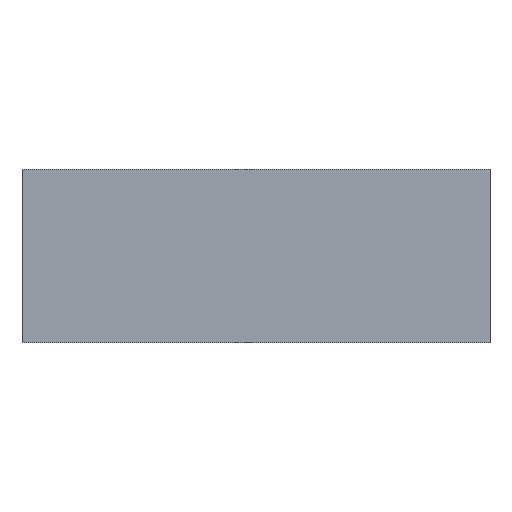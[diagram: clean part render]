
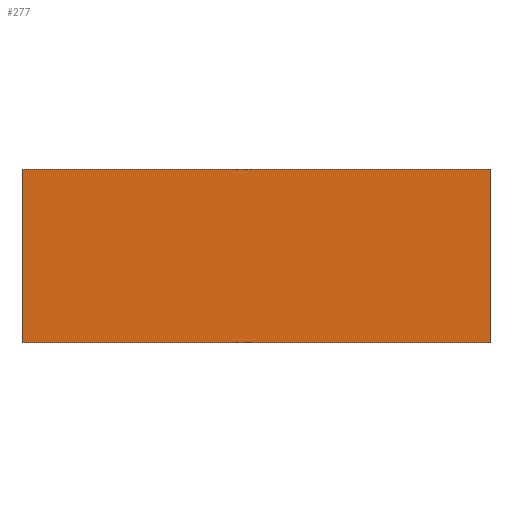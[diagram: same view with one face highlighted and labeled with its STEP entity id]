
A CAD part, top view. The second image highlights one B-rep face of the part: STEP entity #277.
In plain terms, the highlighted planar face has unit normal (0, 0, 1).
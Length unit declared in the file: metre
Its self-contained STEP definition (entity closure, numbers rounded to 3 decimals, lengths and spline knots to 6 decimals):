
#64=ORIENTED_EDGE('',*,*,#126,.F.);
#65=ORIENTED_EDGE('',*,*,#95,.F.);
#66=ORIENTED_EDGE('',*,*,#127,.T.);
#67=ORIENTED_EDGE('',*,*,#124,.T.);
#95=EDGE_CURVE('',#131,#129,#155,.T.);
#124=EDGE_CURVE('',#151,#150,#184,.T.);
#126=EDGE_CURVE('',#129,#150,#186,.T.);
#127=EDGE_CURVE('',#131,#151,#187,.T.);
#129=VERTEX_POINT('',#377);
#131=VERTEX_POINT('',#381);
#150=VERTEX_POINT('',#439);
#151=VERTEX_POINT('',#441);
#155=LINE('',#382,#191);
#184=LINE('',#440,#220);
#186=LINE('',#444,#222);
#187=LINE('',#445,#223);
#191=VECTOR('',#314,1.);
#220=VECTOR('',#363,1.);
#222=VECTOR('',#367,1.);
#223=VECTOR('',#368,1.);
#235=EDGE_LOOP('',(#64,#65,#66,#67));
#249=FACE_BOUND('',#235,.T.);
#263=PLANE('',#304);
#277=ADVANCED_FACE('',(#249),#263,.T.);
#304=AXIS2_PLACEMENT_3D('',#443,#365,#366);
#314=DIRECTION('',(-1.,0.,0.));
#363=DIRECTION('',(-1.,0.,0.));
#365=DIRECTION('',(0.,0.,1.));
#366=DIRECTION('',(1.,0.,0.));
#367=DIRECTION('',(0.,1.,0.));
#368=DIRECTION('',(0.,1.,0.));
#377=CARTESIAN_POINT('',(0.,-0.0095,0.1125));
#381=CARTESIAN_POINT('',(1.2,-0.0095,0.1125));
#382=CARTESIAN_POINT('',(1.2,-0.0095,0.1125));
#439=CARTESIAN_POINT('',(0.,0.4345,0.1125));
#440=CARTESIAN_POINT('',(1.2,0.4345,0.1125));
#441=CARTESIAN_POINT('',(1.2,0.4345,0.1125));
#443=CARTESIAN_POINT('',(1.2,0.2125,0.1125));
#444=CARTESIAN_POINT('',(0.,0.2125,0.1125));
#445=CARTESIAN_POINT('',(1.2,0.2125,0.1125));
